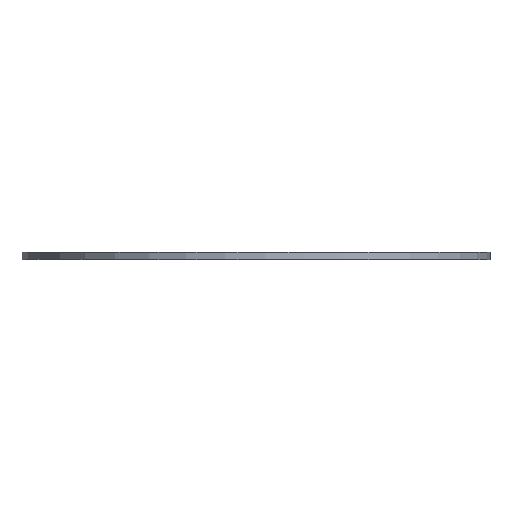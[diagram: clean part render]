
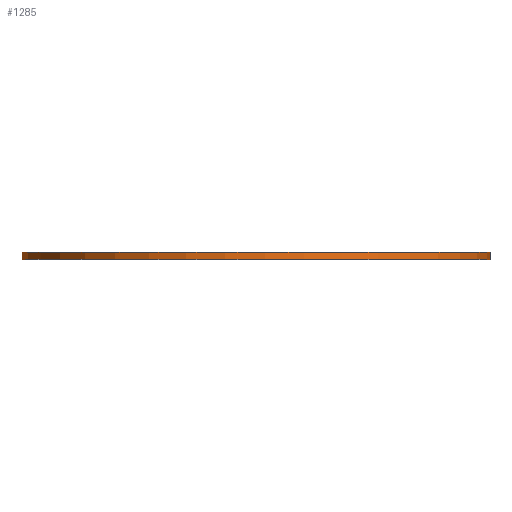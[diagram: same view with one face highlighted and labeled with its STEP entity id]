
A CAD part, top view. The second image highlights one B-rep face of the part: STEP entity #1285.
In plain terms, the highlighted cylindrical face has radius 32.9 mm (diameter 65.8 mm), a partial arc.
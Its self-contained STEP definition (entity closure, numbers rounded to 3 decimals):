
#52 = EDGE_CURVE ( 'NONE', #59, #700, #403, .T. ) ;
#59 = VERTEX_POINT ( 'NONE', #195 ) ;
#164 = DIRECTION ( 'NONE',  ( 0., -1., 0. ) ) ;
#184 = LINE ( 'NONE', #1512, #534 ) ;
#195 = CARTESIAN_POINT ( 'NONE',  ( -31.721, 0., -8.73 ) ) ;
#230 = LINE ( 'NONE', #835, #1910 ) ;
#270 = CYLINDRICAL_SURFACE ( 'NONE', #1166, 32.9 ) ;
#300 = VERTEX_POINT ( 'NONE', #713 ) ;
#322 = DIRECTION ( 'NONE',  ( 0., 1., 0. ) ) ;
#351 = DIRECTION ( 'NONE',  ( 0., 1., 0. ) ) ;
#399 = CARTESIAN_POINT ( 'NONE',  ( 0., 1., 0. ) ) ;
#403 = CIRCLE ( 'NONE', #1837, 32.9 ) ;
#427 = CARTESIAN_POINT ( 'NONE',  ( 28.627, 0., -16.215 ) ) ;
#483 = EDGE_CURVE ( 'NONE', #300, #700, #184, .T. ) ;
#498 = ORIENTED_EDGE ( 'NONE', *, *, #483, .F. ) ;
#534 = VECTOR ( 'NONE', #164, 1000. ) ;
#700 = VERTEX_POINT ( 'NONE', #427 ) ;
#713 = CARTESIAN_POINT ( 'NONE',  ( 28.627, 1., -16.215 ) ) ;
#766 = CARTESIAN_POINT ( 'NONE',  ( 0., 1., 0. ) ) ;
#835 = CARTESIAN_POINT ( 'NONE',  ( -31.721, -0.001, -8.73 ) ) ;
#857 = ORIENTED_EDGE ( 'NONE', *, *, #1371, .F. ) ;
#898 = DIRECTION ( 'NONE',  ( 0., 0., -1. ) ) ;
#907 = DIRECTION ( 'NONE',  ( 0., 0., 1. ) ) ;
#912 = CARTESIAN_POINT ( 'NONE',  ( 0., 0., 0. ) ) ;
#929 = EDGE_LOOP ( 'NONE', ( #1204, #498, #1457, #857 ) ) ;
#984 = CIRCLE ( 'NONE', #1907, 32.9 ) ;
#1085 = EDGE_CURVE ( 'NONE', #1547, #300, #984, .T. ) ;
#1166 = AXIS2_PLACEMENT_3D ( 'NONE', #399, #1486, #898 ) ;
#1204 = ORIENTED_EDGE ( 'NONE', *, *, #52, .T. ) ;
#1285 = ADVANCED_FACE ( 'NONE', ( #1328 ), #270, .T. ) ;
#1328 = FACE_OUTER_BOUND ( 'NONE', #929, .T. ) ;
#1371 = EDGE_CURVE ( 'NONE', #59, #1547, #230, .T. ) ;
#1374 = CARTESIAN_POINT ( 'NONE',  ( -31.721, 1., -8.73 ) ) ;
#1457 = ORIENTED_EDGE ( 'NONE', *, *, #1085, .F. ) ;
#1486 = DIRECTION ( 'NONE',  ( 0., -1., 0. ) ) ;
#1512 = CARTESIAN_POINT ( 'NONE',  ( 28.627, 1., -16.215 ) ) ;
#1547 = VERTEX_POINT ( 'NONE', #1374 ) ;
#1551 = DIRECTION ( 'NONE',  ( 0., 0., 1. ) ) ;
#1837 = AXIS2_PLACEMENT_3D ( 'NONE', #912, #351, #1551 ) ;
#1894 = DIRECTION ( 'NONE',  ( 0., 1., 0. ) ) ;
#1907 = AXIS2_PLACEMENT_3D ( 'NONE', #766, #322, #907 ) ;
#1910 = VECTOR ( 'NONE', #1894, 1000. ) ;
